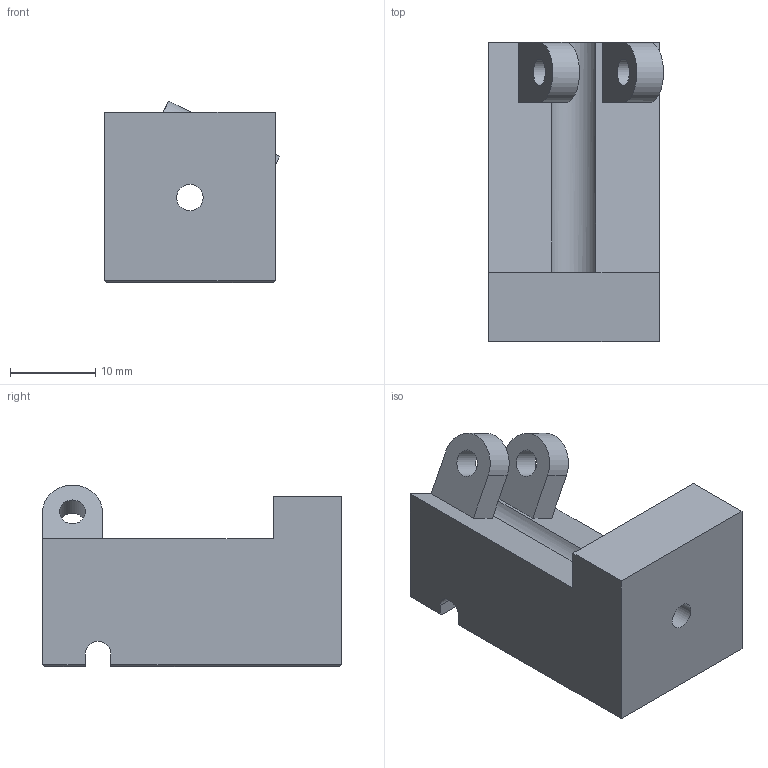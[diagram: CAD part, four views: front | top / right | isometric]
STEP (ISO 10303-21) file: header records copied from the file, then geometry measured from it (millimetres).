
FILE_DESCRIPTION(/* description */ (''),/* implementation_level */ '2;1');
FILE_NAME(/* name */ 'Gantry Corner Camera Mount.step',/* time_stamp */ '2018-11-16T17:32:57-06:00',/* author */ (''),/* organization */ (''),/* preprocessor_version */ 'ST-DEVELOPER v17.2',/* originating_system */ 'Autodesk Translation Framework v7.6.0.251',/* authorisation */ '');
FILE_SCHEMA (('AUTOMOTIVE_DESIGN { 1 0 10303 214 3 1 1 }'));
Length unit declared in the file: millimetre
Products named in the file (2): Side Gantry Camera Mount; Component1
Assembly tree (1 placements, depth 2):
  Side Gantry Camera Mount
    Component1
Bounding box: 20.5 x 35 x 21.3 mm (x, y, z)
Volume: 8321.2 mm3; surface area: 3736.8 mm2
Topology: 1 solids, 1 shells, 32 faces, 86 edges, 56 vertices
Faces by surface type: plane 25, cylinder 7
Full cylindrical faces by diameter (mm): 3.1 x3, 5.75 x1
Entity records: 1059 total; most frequent: CARTESIAN_POINT 177, ORIENTED_EDGE 172, DIRECTION 172, EDGE_CURVE 86, LINE 70, VECTOR 70, VERTEX_POINT 56, AXIS2_PLACEMENT_3D 51
